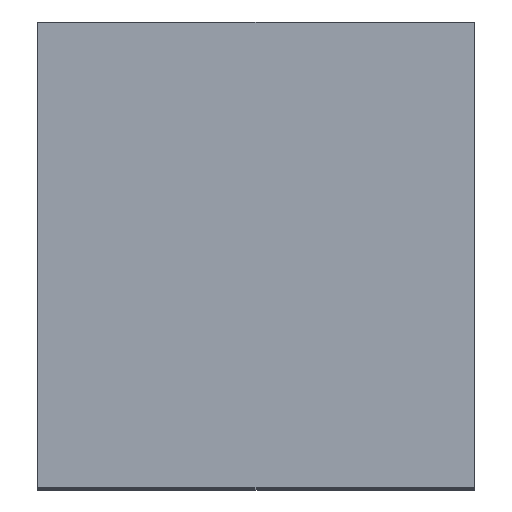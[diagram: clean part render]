
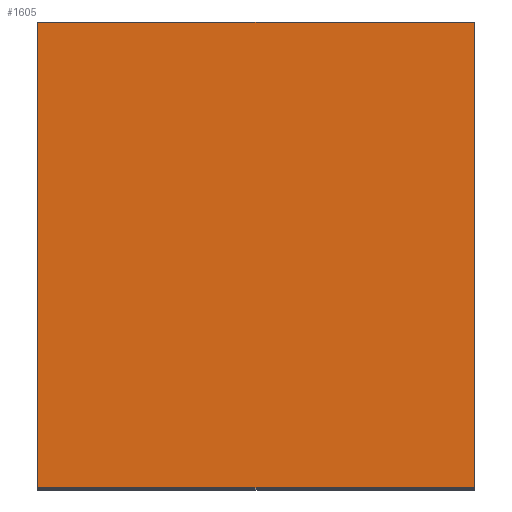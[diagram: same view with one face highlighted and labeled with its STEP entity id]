
A CAD part, top view. The second image highlights one B-rep face of the part: STEP entity #1605.
In plain terms, the highlighted planar face has unit normal (0, 0, 1).
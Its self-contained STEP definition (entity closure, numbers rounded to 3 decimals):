
#8 = ORIENTED_EDGE ( 'NONE', *, *, #1272, .T. ) ;
#96 = PLANE ( 'NONE',  #976 ) ;
#225 = DIRECTION ( 'NONE',  ( -1., 0., 0. ) ) ;
#260 = CARTESIAN_POINT ( 'NONE',  ( 30., -32., 87. ) ) ;
#290 = FACE_OUTER_BOUND ( 'NONE', #524, .T. ) ;
#375 = EDGE_CURVE ( 'NONE', #1350, #1684, #1320, .T. ) ;
#414 = VERTEX_POINT ( 'NONE', #1563 ) ;
#512 = CARTESIAN_POINT ( 'NONE',  ( -30., 32., 87. ) ) ;
#524 = EDGE_LOOP ( 'NONE', ( #1282, #1110, #1593, #8 ) ) ;
#681 = DIRECTION ( 'NONE',  ( 1., 0., 0. ) ) ;
#825 = VECTOR ( 'NONE', #1561, 1000. ) ;
#904 = CARTESIAN_POINT ( 'NONE',  ( -30., 32., 87. ) ) ;
#976 = AXIS2_PLACEMENT_3D ( 'NONE', #512, #1782, #225 ) ;
#1030 = LINE ( 'NONE', #904, #1117 ) ;
#1093 = DIRECTION ( 'NONE',  ( 0., -1., 0. ) ) ;
#1110 = ORIENTED_EDGE ( 'NONE', *, *, #1621, .F. ) ;
#1117 = VECTOR ( 'NONE', #1455, 1000. ) ;
#1241 = CARTESIAN_POINT ( 'NONE',  ( -30., -32., 87. ) ) ;
#1272 = EDGE_CURVE ( 'NONE', #414, #1350, #1030, .T. ) ;
#1274 = CARTESIAN_POINT ( 'NONE',  ( -30., 32., 87. ) ) ;
#1282 = ORIENTED_EDGE ( 'NONE', *, *, #375, .T. ) ;
#1320 = LINE ( 'NONE', #1241, #1385 ) ;
#1339 = LINE ( 'NONE', #1274, #825 ) ;
#1350 = VERTEX_POINT ( 'NONE', #1586 ) ;
#1377 = CARTESIAN_POINT ( 'NONE',  ( 30., 32., 87. ) ) ;
#1385 = VECTOR ( 'NONE', #681, 1000. ) ;
#1455 = DIRECTION ( 'NONE',  ( 0., -1., 0. ) ) ;
#1469 = LINE ( 'NONE', #1801, #1582 ) ;
#1548 = VERTEX_POINT ( 'NONE', #1377 ) ;
#1561 = DIRECTION ( 'NONE',  ( 1., 0., 0. ) ) ;
#1563 = CARTESIAN_POINT ( 'NONE',  ( -30., 32., 87. ) ) ;
#1582 = VECTOR ( 'NONE', #1093, 1000. ) ;
#1586 = CARTESIAN_POINT ( 'NONE',  ( -30., -32., 87. ) ) ;
#1593 = ORIENTED_EDGE ( 'NONE', *, *, #1728, .F. ) ;
#1605 = ADVANCED_FACE ( 'NONE', ( #290 ), #96, .F. ) ;
#1621 = EDGE_CURVE ( 'NONE', #1548, #1684, #1469, .T. ) ;
#1684 = VERTEX_POINT ( 'NONE', #260 ) ;
#1728 = EDGE_CURVE ( 'NONE', #414, #1548, #1339, .T. ) ;
#1782 = DIRECTION ( 'NONE',  ( 0., 0., -1. ) ) ;
#1801 = CARTESIAN_POINT ( 'NONE',  ( 30., 32., 87. ) ) ;
